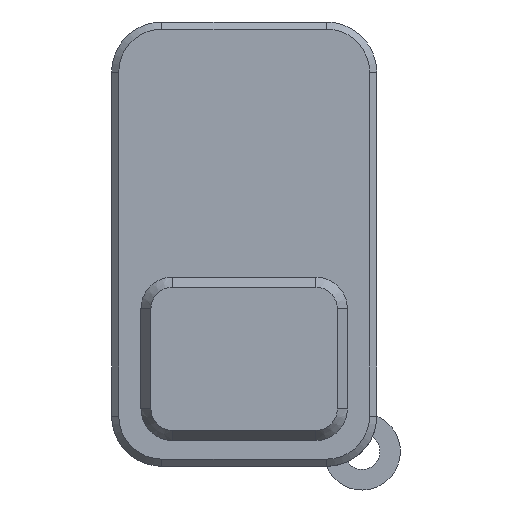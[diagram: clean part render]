
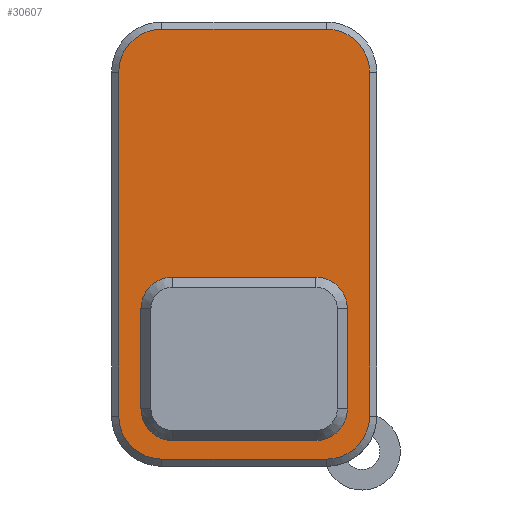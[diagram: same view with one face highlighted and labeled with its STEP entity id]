
A CAD part, front view. The second image highlights one B-rep face of the part: STEP entity #30607.
In plain terms, the highlighted planar face has unit normal (0, -1, 0).
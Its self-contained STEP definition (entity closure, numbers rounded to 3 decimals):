
#395=FACE_BOUND('',#11667,.T.);
#1647=PLANE('',#33321);
#4338=LINE('',#49902,#7434);
#4342=LINE('',#49912,#7438);
#4345=LINE('',#49923,#7441);
#4348=LINE('',#49931,#7444);
#4352=LINE('',#49944,#7448);
#4353=LINE('',#49948,#7449);
#4354=LINE('',#49952,#7450);
#4355=LINE('',#49956,#7451);
#7434=VECTOR('',#40646,10.);
#7438=VECTOR('',#40658,10.);
#7441=VECTOR('',#40669,10.);
#7444=VECTOR('',#40680,10.);
#7448=VECTOR('',#40696,10.);
#7449=VECTOR('',#40699,10.);
#7450=VECTOR('',#40702,10.);
#7451=VECTOR('',#40705,10.);
#9809=FACE_OUTER_BOUND('',#11666,.T.);
#11666=EDGE_LOOP('',(#26841,#26842,#26843,#26844,#26845,#26846,#26847,#26848));
#11667=EDGE_LOOP('',(#26849,#26850,#26851,#26852,#26853,#26854,#26855,#26856));
#12819=CIRCLE('',#33302,6.);
#12820=CIRCLE('',#33305,6.);
#12822=CIRCLE('',#33309,6.);
#12825=CIRCLE('',#33314,6.);
#12828=CIRCLE('',#33322,4.4);
#12829=CIRCLE('',#33323,4.4);
#12830=CIRCLE('',#33324,4.4);
#12831=CIRCLE('',#33325,4.4);
#15153=VERTEX_POINT('',#49891);
#15155=VERTEX_POINT('',#49895);
#15157=VERTEX_POINT('',#49900);
#15158=VERTEX_POINT('',#49905);
#15159=VERTEX_POINT('',#49910);
#15161=VERTEX_POINT('',#49915);
#15163=VERTEX_POINT('',#49921);
#15164=VERTEX_POINT('',#49927);
#15166=VERTEX_POINT('',#49942);
#15167=VERTEX_POINT('',#49943);
#15168=VERTEX_POINT('',#49945);
#15169=VERTEX_POINT('',#49947);
#15170=VERTEX_POINT('',#49949);
#15171=VERTEX_POINT('',#49951);
#15172=VERTEX_POINT('',#49953);
#15173=VERTEX_POINT('',#49955);
#19135=EDGE_CURVE('',#15155,#15153,#12819,.T.);
#19137=EDGE_CURVE('',#15157,#15155,#4338,.T.);
#19140=EDGE_CURVE('',#15158,#15157,#12820,.T.);
#19143=EDGE_CURVE('',#15159,#15158,#4342,.T.);
#19145=EDGE_CURVE('',#15161,#15159,#12822,.T.);
#19148=EDGE_CURVE('',#15163,#15161,#4345,.T.);
#19152=EDGE_CURVE('',#15164,#15163,#12825,.T.);
#19153=EDGE_CURVE('',#15153,#15164,#4348,.T.);
#19159=EDGE_CURVE('',#15166,#15167,#4352,.T.);
#19160=EDGE_CURVE('',#15167,#15168,#12828,.T.);
#19161=EDGE_CURVE('',#15168,#15169,#4353,.T.);
#19162=EDGE_CURVE('',#15169,#15170,#12829,.T.);
#19163=EDGE_CURVE('',#15170,#15171,#4354,.T.);
#19164=EDGE_CURVE('',#15171,#15172,#12830,.T.);
#19165=EDGE_CURVE('',#15172,#15173,#4355,.T.);
#19166=EDGE_CURVE('',#15173,#15166,#12831,.T.);
#26841=ORIENTED_EDGE('',*,*,#19135,.F.);
#26842=ORIENTED_EDGE('',*,*,#19137,.F.);
#26843=ORIENTED_EDGE('',*,*,#19140,.F.);
#26844=ORIENTED_EDGE('',*,*,#19143,.F.);
#26845=ORIENTED_EDGE('',*,*,#19145,.F.);
#26846=ORIENTED_EDGE('',*,*,#19148,.F.);
#26847=ORIENTED_EDGE('',*,*,#19152,.F.);
#26848=ORIENTED_EDGE('',*,*,#19153,.F.);
#26849=ORIENTED_EDGE('',*,*,#19159,.T.);
#26850=ORIENTED_EDGE('',*,*,#19160,.T.);
#26851=ORIENTED_EDGE('',*,*,#19161,.T.);
#26852=ORIENTED_EDGE('',*,*,#19162,.T.);
#26853=ORIENTED_EDGE('',*,*,#19163,.T.);
#26854=ORIENTED_EDGE('',*,*,#19164,.T.);
#26855=ORIENTED_EDGE('',*,*,#19165,.T.);
#26856=ORIENTED_EDGE('',*,*,#19166,.T.);
#30607=ADVANCED_FACE('',(#9809,#395),#1647,.F.);
#33302=AXIS2_PLACEMENT_3D('',#49897,#40641,#40642);
#33305=AXIS2_PLACEMENT_3D('',#49907,#40651,#40652);
#33309=AXIS2_PLACEMENT_3D('',#49917,#40662,#40663);
#33314=AXIS2_PLACEMENT_3D('',#49929,#40676,#40677);
#33321=AXIS2_PLACEMENT_3D('',#49941,#40694,#40695);
#33322=AXIS2_PLACEMENT_3D('',#49946,#40697,#40698);
#33323=AXIS2_PLACEMENT_3D('',#49950,#40700,#40701);
#33324=AXIS2_PLACEMENT_3D('',#49954,#40703,#40704);
#33325=AXIS2_PLACEMENT_3D('',#49957,#40706,#40707);
#40641=DIRECTION('center_axis',(0.,1.,0.));
#40642=DIRECTION('ref_axis',(0.707,0.,-0.707));
#40646=DIRECTION('',(0.,0.,-1.));
#40651=DIRECTION('center_axis',(0.,1.,0.));
#40652=DIRECTION('ref_axis',(0.,0.,1.));
#40658=DIRECTION('',(1.,0.,0.));
#40662=DIRECTION('center_axis',(0.,1.,0.));
#40663=DIRECTION('ref_axis',(-1.,0.,0.));
#40669=DIRECTION('',(0.,0.,1.));
#40676=DIRECTION('center_axis',(0.,1.,0.));
#40677=DIRECTION('ref_axis',(-0.707,0.,-0.707));
#40680=DIRECTION('',(-1.,0.,0.));
#40694=DIRECTION('center_axis',(0.,1.,0.));
#40695=DIRECTION('ref_axis',(1.,0.,0.));
#40696=DIRECTION('',(0.,0.,-1.));
#40697=DIRECTION('center_axis',(0.,1.,0.));
#40698=DIRECTION('ref_axis',(0.,0.,-1.));
#40699=DIRECTION('',(-1.,0.,0.));
#40700=DIRECTION('center_axis',(0.,1.,0.));
#40701=DIRECTION('ref_axis',(-1.,0.,0.));
#40702=DIRECTION('',(0.,0.,1.));
#40703=DIRECTION('center_axis',(0.,1.,0.));
#40704=DIRECTION('ref_axis',(0.,0.,1.));
#40705=DIRECTION('',(1.,0.,0.));
#40706=DIRECTION('center_axis',(0.,1.,0.));
#40707=DIRECTION('ref_axis',(1.,0.,0.));
#49891=CARTESIAN_POINT('',(11.5,-9.,-15.));
#49895=CARTESIAN_POINT('',(17.5,-9.,-9.));
#49897=CARTESIAN_POINT('Origin',(11.5,-9.,-9.));
#49900=CARTESIAN_POINT('',(17.5,-9.,39.));
#49902=CARTESIAN_POINT('',(17.5,-9.,26.5));
#49905=CARTESIAN_POINT('',(11.5,-9.,45.));
#49907=CARTESIAN_POINT('Origin',(11.5,-9.,39.));
#49910=CARTESIAN_POINT('',(-11.5,-9.,45.));
#49912=CARTESIAN_POINT('',(-5.75,-9.,45.));
#49915=CARTESIAN_POINT('',(-17.5,-9.,39.));
#49917=CARTESIAN_POINT('Origin',(-11.5,-9.,39.));
#49921=CARTESIAN_POINT('',(-17.5,-9.,-9.));
#49923=CARTESIAN_POINT('',(-17.5,-9.,3.5));
#49927=CARTESIAN_POINT('',(-11.5,-9.,-15.));
#49929=CARTESIAN_POINT('Origin',(-11.5,-9.,-9.));
#49931=CARTESIAN_POINT('',(5.75,-9.,-15.));
#49941=CARTESIAN_POINT('Origin',(0.,-9.,14.));
#49942=CARTESIAN_POINT('',(14.4,-9.,6.));
#49943=CARTESIAN_POINT('',(14.4,-9.,-8.));
#49944=CARTESIAN_POINT('',(14.4,-9.,3.));
#49945=CARTESIAN_POINT('',(10.,-9.,-12.4));
#49946=CARTESIAN_POINT('Origin',(10.,-9.,-8.));
#49947=CARTESIAN_POINT('',(-10.,-9.,-12.4));
#49948=CARTESIAN_POINT('',(-5.,-9.,-12.4));
#49949=CARTESIAN_POINT('',(-14.4,-9.,-8.));
#49950=CARTESIAN_POINT('Origin',(-10.,-9.,-8.));
#49951=CARTESIAN_POINT('',(-14.4,-9.,6.));
#49952=CARTESIAN_POINT('',(-14.4,-9.,10.));
#49953=CARTESIAN_POINT('',(-10.,-9.,10.4));
#49954=CARTESIAN_POINT('Origin',(-10.,-9.,6.));
#49955=CARTESIAN_POINT('',(10.,-9.,10.4));
#49956=CARTESIAN_POINT('',(5.,-9.,10.4));
#49957=CARTESIAN_POINT('Origin',(10.,-9.,6.));
